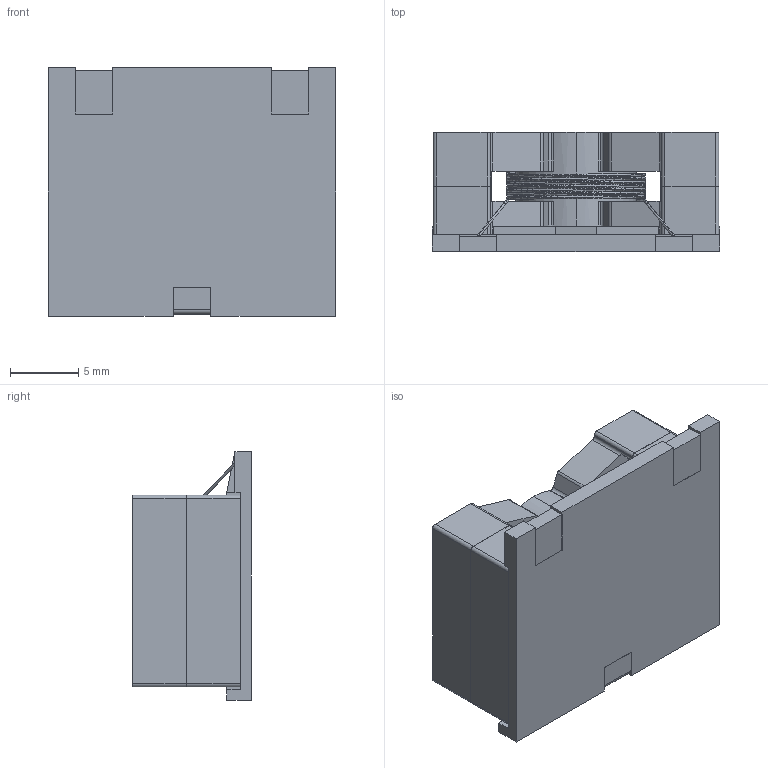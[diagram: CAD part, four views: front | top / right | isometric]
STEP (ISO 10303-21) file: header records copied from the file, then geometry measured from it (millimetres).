
FILE_DESCRIPTION (( 'STEP AP214' ), '1' );
FILE_NAME ('mps_mag_6000A_smt_a.STEP', '2014-11-17T03:03:33', ( '微软用户' ), ( '微软中国' ), 'SwSTEP 2.0', 'SolidWorks 2013', '' );
FILE_SCHEMA (( 'AUTOMOTIVE_DESIGN' ));
Length unit declared in the file: millimetre
Products named in the file (1): mps_mag_6000A_smt_a
Bounding box: 21 x 8.7 x 18.2 mm (x, y, z)
Volume: 2098.7 mm3; surface area: 2234 mm2
Topology: 3 solids, 4 shells, 395 faces, 1089 edges, 722 vertices
Faces by surface type: plane 270, cylinder 71, bspline 50, torus 4
Entity records: 22284 total; most frequent: CARTESIAN_POINT 8131, ORIENTED_EDGE 2178, DIRECTION 1845, EDGE_CURVE 1089, VECTOR 793, LINE 793, VERTEX_POINT 722, AXIS2_PLACEMENT_3D 526
